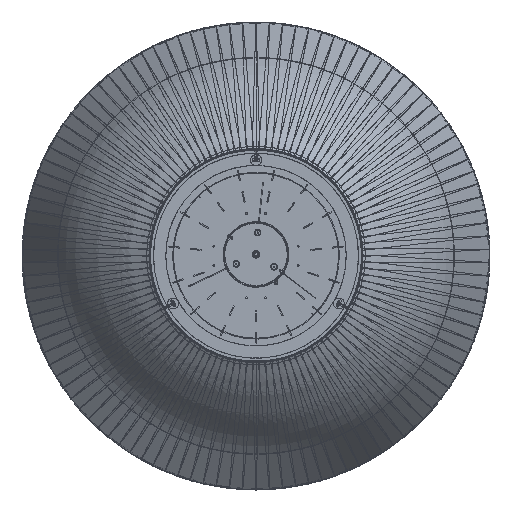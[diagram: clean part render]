
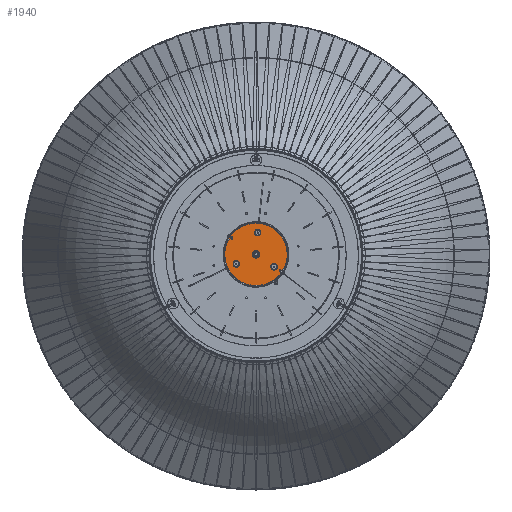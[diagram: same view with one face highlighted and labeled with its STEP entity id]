
A CAD part, top view. The second image highlights one B-rep face of the part: STEP entity #1940.
In plain terms, the highlighted planar face has unit normal (0, 0, 1).
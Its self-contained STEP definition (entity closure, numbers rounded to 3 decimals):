
#602=FACE_BOUND('',#8414,.T.);
#603=FACE_BOUND('',#8415,.T.);
#604=FACE_BOUND('',#8416,.T.);
#605=FACE_BOUND('',#8417,.T.);
#1940=ADVANCED_FACE('',(#5090,#602,#603,#604,#605),#50035,.T.);
#5090=FACE_OUTER_BOUND('',#8413,.T.);
#8413=EDGE_LOOP('',(#16730,#16731));
#8414=EDGE_LOOP('',(#16732,#16733));
#8415=EDGE_LOOP('',(#16734,#16735));
#8416=EDGE_LOOP('',(#16736,#16737));
#8417=EDGE_LOOP('',(#16738,#16739));
#16730=ORIENTED_EDGE('',*,*,#30372,.T.);
#16731=ORIENTED_EDGE('',*,*,#30404,.T.);
#16732=ORIENTED_EDGE('',*,*,#30349,.T.);
#16733=ORIENTED_EDGE('',*,*,#30424,.T.);
#16734=ORIENTED_EDGE('',*,*,#30422,.T.);
#16735=ORIENTED_EDGE('',*,*,#30353,.T.);
#16736=ORIENTED_EDGE('',*,*,#30420,.T.);
#16737=ORIENTED_EDGE('',*,*,#30357,.T.);
#16738=ORIENTED_EDGE('',*,*,#30382,.T.);
#16739=ORIENTED_EDGE('',*,*,#30401,.T.);
#30349=EDGE_CURVE('',#46051,#46052,#41793,.T.);
#30353=EDGE_CURVE('',#46055,#46056,#41795,.T.);
#30357=EDGE_CURVE('',#46059,#46060,#41797,.T.);
#30372=EDGE_CURVE('',#46070,#46071,#41799,.T.);
#30382=EDGE_CURVE('',#46081,#46080,#41808,.T.);
#30401=EDGE_CURVE('',#46080,#46081,#41814,.T.);
#30404=EDGE_CURVE('',#46071,#46070,#41817,.T.);
#30420=EDGE_CURVE('',#46060,#46059,#41819,.T.);
#30422=EDGE_CURVE('',#46056,#46055,#41821,.T.);
#30424=EDGE_CURVE('',#46052,#46051,#41823,.T.);
#41793=(
BOUNDED_CURVE()
B_SPLINE_CURVE(2,(#80381,#80382,#80383,#80384,#80385),.UNSPECIFIED.,.F.,
 .F.)
B_SPLINE_CURVE_WITH_KNOTS((3,2,3),(-15.708,-7.854,0.),
 .UNSPECIFIED.)
CURVE()
GEOMETRIC_REPRESENTATION_ITEM()
RATIONAL_B_SPLINE_CURVE((1.,0.707,1.,0.707,1.))
REPRESENTATION_ITEM('')
);
#41795=(
BOUNDED_CURVE()
B_SPLINE_CURVE(2,(#80395,#80396,#80397,#80398,#80399),.UNSPECIFIED.,.F.,
 .F.)
B_SPLINE_CURVE_WITH_KNOTS((3,2,3),(-15.708,-7.854,0.),
 .UNSPECIFIED.)
CURVE()
GEOMETRIC_REPRESENTATION_ITEM()
RATIONAL_B_SPLINE_CURVE((1.,0.707,1.,0.707,1.))
REPRESENTATION_ITEM('')
);
#41797=(
BOUNDED_CURVE()
B_SPLINE_CURVE(2,(#80409,#80410,#80411,#80412,#80413),.UNSPECIFIED.,.F.,
 .F.)
B_SPLINE_CURVE_WITH_KNOTS((3,2,3),(-15.708,-7.854,0.),
 .UNSPECIFIED.)
CURVE()
GEOMETRIC_REPRESENTATION_ITEM()
RATIONAL_B_SPLINE_CURVE((1.,0.707,1.,0.707,1.))
REPRESENTATION_ITEM('')
);
#41799=(
BOUNDED_CURVE()
B_SPLINE_CURVE(2,(#80575,#80576,#80577,#80578,#80579),.UNSPECIFIED.,.F.,
 .F.)
B_SPLINE_CURVE_WITH_KNOTS((3,2,3),(0.,89.535,179.071),
 .UNSPECIFIED.)
CURVE()
GEOMETRIC_REPRESENTATION_ITEM()
RATIONAL_B_SPLINE_CURVE((1.,0.707,1.,0.707,1.))
REPRESENTATION_ITEM('')
);
#41808=(
BOUNDED_CURVE()
B_SPLINE_CURVE(2,(#80614,#80615,#80616,#80617,#80618),.UNSPECIFIED.,.F.,
 .F.)
B_SPLINE_CURVE_WITH_KNOTS((3,2,3),(-15.708,-7.854,0.),
 .UNSPECIFIED.)
CURVE()
GEOMETRIC_REPRESENTATION_ITEM()
RATIONAL_B_SPLINE_CURVE((1.,0.707,1.,0.707,1.))
REPRESENTATION_ITEM('')
);
#41814=(
BOUNDED_CURVE()
B_SPLINE_CURVE(2,(#80712,#80713,#80714,#80715,#80716),.UNSPECIFIED.,.F.,
 .F.)
B_SPLINE_CURVE_WITH_KNOTS((3,2,3),(-15.708,-7.854,0.),
 .UNSPECIFIED.)
CURVE()
GEOMETRIC_REPRESENTATION_ITEM()
RATIONAL_B_SPLINE_CURVE((1.,0.707,1.,0.707,1.))
REPRESENTATION_ITEM('')
);
#41817=(
BOUNDED_CURVE()
B_SPLINE_CURVE(2,(#80727,#80728,#80729,#80730,#80731),.UNSPECIFIED.,.F.,
 .F.)
B_SPLINE_CURVE_WITH_KNOTS((3,2,3),(0.,89.535,179.071),
 .UNSPECIFIED.)
CURVE()
GEOMETRIC_REPRESENTATION_ITEM()
RATIONAL_B_SPLINE_CURVE((1.,0.707,1.,0.707,1.))
REPRESENTATION_ITEM('')
);
#41819=(
BOUNDED_CURVE()
B_SPLINE_CURVE(2,(#81021,#81022,#81023,#81024,#81025),.UNSPECIFIED.,.F.,
 .F.)
B_SPLINE_CURVE_WITH_KNOTS((3,2,3),(-15.708,-7.854,0.),
 .UNSPECIFIED.)
CURVE()
GEOMETRIC_REPRESENTATION_ITEM()
RATIONAL_B_SPLINE_CURVE((1.,0.707,1.,0.707,1.))
REPRESENTATION_ITEM('')
);
#41821=(
BOUNDED_CURVE()
B_SPLINE_CURVE(2,(#81031,#81032,#81033,#81034,#81035),.UNSPECIFIED.,.F.,
 .F.)
B_SPLINE_CURVE_WITH_KNOTS((3,2,3),(-15.708,-7.854,0.),
 .UNSPECIFIED.)
CURVE()
GEOMETRIC_REPRESENTATION_ITEM()
RATIONAL_B_SPLINE_CURVE((1.,0.707,1.,0.707,1.))
REPRESENTATION_ITEM('')
);
#41823=(
BOUNDED_CURVE()
B_SPLINE_CURVE(2,(#81041,#81042,#81043,#81044,#81045),.UNSPECIFIED.,.F.,
 .F.)
B_SPLINE_CURVE_WITH_KNOTS((3,2,3),(-15.708,-7.854,0.),
 .UNSPECIFIED.)
CURVE()
GEOMETRIC_REPRESENTATION_ITEM()
RATIONAL_B_SPLINE_CURVE((1.,0.707,1.,0.707,1.))
REPRESENTATION_ITEM('')
);
#46051=VERTEX_POINT('',#80195);
#46052=VERTEX_POINT('',#80196);
#46055=VERTEX_POINT('',#80199);
#46056=VERTEX_POINT('',#80200);
#46059=VERTEX_POINT('',#80203);
#46060=VERTEX_POINT('',#80204);
#46070=VERTEX_POINT('',#80214);
#46071=VERTEX_POINT('',#80215);
#46080=VERTEX_POINT('',#80224);
#46081=VERTEX_POINT('',#80225);
#50035=PLANE('',#53201);
#53201=AXIS2_PLACEMENT_3D('',#79842,#54544,$);
#54544=DIRECTION('',(0.,0.,1.));
#79842=CARTESIAN_POINT('',(-7.008,15.201,-2.265));
#80195=CARTESIAN_POINT('',(3.216,20.692,-2.265));
#80196=CARTESIAN_POINT('',(2.391,21.257,-2.265));
#80199=CARTESIAN_POINT('',(-0.695,14.974,-2.265));
#80200=CARTESIAN_POINT('',(-1.52,15.538,-2.265));
#80203=CARTESIAN_POINT('',(6.213,14.446,-2.265));
#80204=CARTESIAN_POINT('',(5.388,15.01,-2.265));
#80214=CARTESIAN_POINT('',(-2.206,20.204,-2.265));
#80215=CARTESIAN_POINT('',(7.204,13.768,-2.265));
#80224=CARTESIAN_POINT('',(2.086,17.268,-2.265));
#80225=CARTESIAN_POINT('',(2.912,16.704,-2.265));
#80381=CARTESIAN_POINT('',(3.216,20.692,-2.265));
#80382=CARTESIAN_POINT('',(2.934,20.28,-2.265));
#80383=CARTESIAN_POINT('',(2.521,20.562,-2.265));
#80384=CARTESIAN_POINT('',(2.109,20.844,-2.265));
#80385=CARTESIAN_POINT('',(2.391,21.257,-2.265));
#80395=CARTESIAN_POINT('',(-0.695,14.974,-2.265));
#80396=CARTESIAN_POINT('',(-0.977,14.561,-2.265));
#80397=CARTESIAN_POINT('',(-1.39,14.843,-2.265));
#80398=CARTESIAN_POINT('',(-1.802,15.125,-2.265));
#80399=CARTESIAN_POINT('',(-1.52,15.538,-2.265));
#80409=CARTESIAN_POINT('',(6.213,14.446,-2.265));
#80410=CARTESIAN_POINT('',(5.931,14.033,-2.265));
#80411=CARTESIAN_POINT('',(5.518,14.315,-2.265));
#80412=CARTESIAN_POINT('',(5.106,14.598,-2.265));
#80413=CARTESIAN_POINT('',(5.388,15.01,-2.265));
#80575=CARTESIAN_POINT('',(-2.206,20.204,-2.265));
#80576=CARTESIAN_POINT('',(-5.424,15.499,-2.265));
#80577=CARTESIAN_POINT('',(-0.719,12.281,-2.265));
#80578=CARTESIAN_POINT('',(3.986,9.064,-2.265));
#80579=CARTESIAN_POINT('',(7.204,13.768,-2.265));
#80614=CARTESIAN_POINT('',(2.912,16.704,-2.265));
#80615=CARTESIAN_POINT('',(2.629,16.291,-2.265));
#80616=CARTESIAN_POINT('',(2.217,16.573,-2.265));
#80617=CARTESIAN_POINT('',(1.804,16.856,-2.265));
#80618=CARTESIAN_POINT('',(2.086,17.268,-2.265));
#80712=CARTESIAN_POINT('',(2.086,17.268,-2.265));
#80713=CARTESIAN_POINT('',(2.368,17.681,-2.265));
#80714=CARTESIAN_POINT('',(2.781,17.399,-2.265));
#80715=CARTESIAN_POINT('',(3.194,17.117,-2.265));
#80716=CARTESIAN_POINT('',(2.912,16.704,-2.265));
#80727=CARTESIAN_POINT('',(7.204,13.768,-2.265));
#80728=CARTESIAN_POINT('',(10.422,18.473,-2.265));
#80729=CARTESIAN_POINT('',(5.717,21.691,-2.265));
#80730=CARTESIAN_POINT('',(1.012,24.909,-2.265));
#80731=CARTESIAN_POINT('',(-2.206,20.204,-2.265));
#81021=CARTESIAN_POINT('',(5.388,15.01,-2.265));
#81022=CARTESIAN_POINT('',(5.67,15.423,-2.265));
#81023=CARTESIAN_POINT('',(6.083,15.141,-2.265));
#81024=CARTESIAN_POINT('',(6.496,14.859,-2.265));
#81025=CARTESIAN_POINT('',(6.213,14.446,-2.265));
#81031=CARTESIAN_POINT('',(-1.52,15.538,-2.265));
#81032=CARTESIAN_POINT('',(-1.238,15.951,-2.265));
#81033=CARTESIAN_POINT('',(-0.825,15.669,-2.265));
#81034=CARTESIAN_POINT('',(-0.413,15.386,-2.265));
#81035=CARTESIAN_POINT('',(-0.695,14.974,-2.265));
#81041=CARTESIAN_POINT('',(2.391,21.257,-2.265));
#81042=CARTESIAN_POINT('',(2.673,21.669,-2.265));
#81043=CARTESIAN_POINT('',(3.086,21.387,-2.265));
#81044=CARTESIAN_POINT('',(3.499,21.105,-2.265));
#81045=CARTESIAN_POINT('',(3.216,20.692,-2.265));
